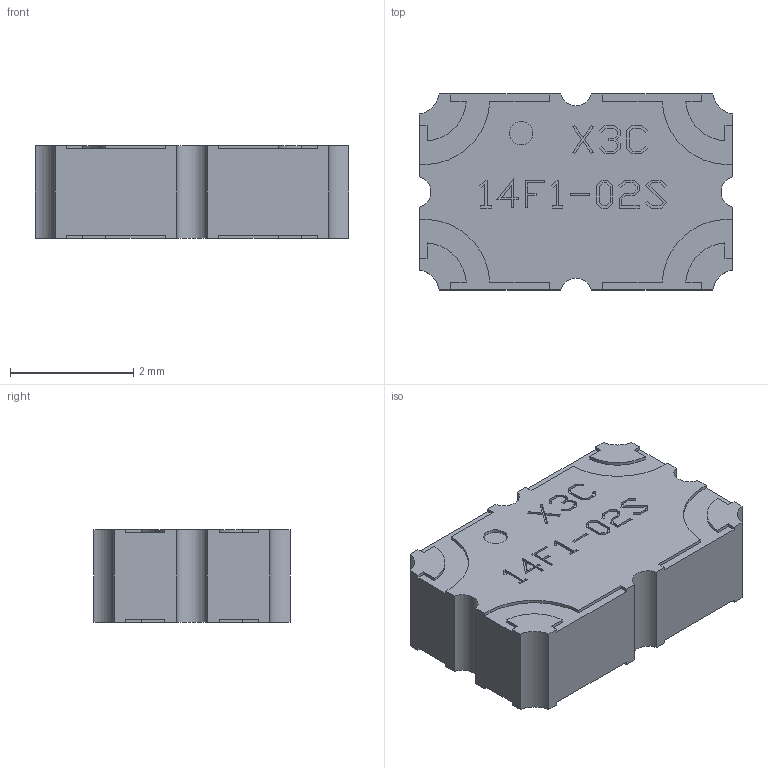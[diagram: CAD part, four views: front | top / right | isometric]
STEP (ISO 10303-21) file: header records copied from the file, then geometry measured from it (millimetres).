
FILE_DESCRIPTION (( 'STEP AP203' ), '1' );
FILE_NAME ('X3C14F1-02S.STEP', '2025-04-01T15:26:12', ( '' ), ( '' ), 'SwSTEP 2.0', 'SolidWorks 2023', '' );
FILE_SCHEMA (( 'CONFIG_CONTROL_DESIGN' ));
Length unit declared in the file: inch
Products named in the file (1): X3C14F1-02S
Bounding box: 5.08 x 3.17 x 1.5 mm (x, y, z)
Volume: 22.9 mm3; surface area: 58.2 mm2
Topology: 1 solids, 1 shells, 283 faces, 798 edges, 532 vertices
Faces by surface type: plane 262, cylinder 21
Entity records: 9073 total; most frequent: CARTESIAN_POINT 1614, ORIENTED_EDGE 1596, DIRECTION 1408, EDGE_CURVE 798, VECTOR 756, LINE 756, VERTEX_POINT 532, AXIS2_PLACEMENT_3D 326
